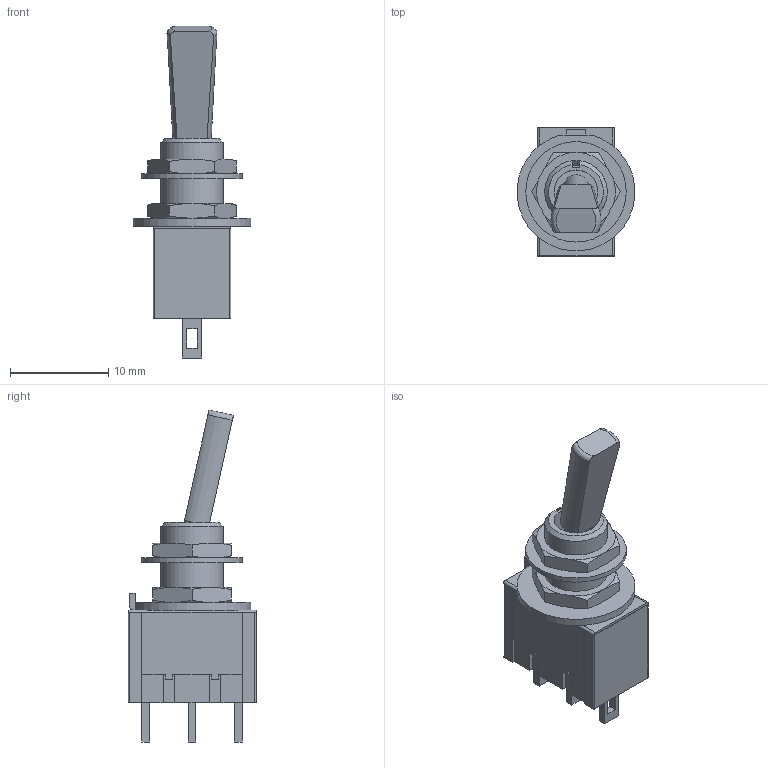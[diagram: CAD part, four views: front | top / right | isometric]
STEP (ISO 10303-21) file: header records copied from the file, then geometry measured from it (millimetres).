
FILE_DESCRIPTION((' '),'2;1');
FILE_NAME( 'kipp1flach.stp', '2022-08-31T10:19:09', (' '), ('--- Datakit www.datakit.com---'), ' Datakit CrossCadWare V2022.3 Jun 15 2022', 'DATAKIT 2022 (c)', ' ');
FILE_SCHEMA(('AP242_MANAGED_MODEL_BASED_3D_ENGINEERING_MIM_LF { 1 0 10303 442 1 1 4 }'));
Length unit declared in the file: millimetre
Products named in the file (5): M2011ES1W01; AT507H; AT509; AT513H; kipp1flach
Assembly tree (5 placements, depth 2):
  kipp1flach
    M2011ES1W01
    AT507H
    AT509
    AT513H  x2
Bounding box: 11.95 x 13 x 33.73 mm (x, y, z)
Volume: 1405.2 mm3; surface area: 2546.6 mm2
Topology: 8 solids, 8 shells, 249 faces, 660 edges, 434 vertices
Faces by surface type: plane 165, cylinder 51, cone 31, torus 2
Full cylindrical faces by diameter (mm): 2.54 x1, 4.445 x1, 5.367 x2, 10.211 x1
Entity records: 7385 total; most frequent: CARTESIAN_POINT 1399, ORIENTED_EDGE 1194, DIRECTION 1157, EDGE_CURVE 597, VECTOR 441, LINE 441, VERTEX_POINT 397, AXIS2_PLACEMENT_3D 358
